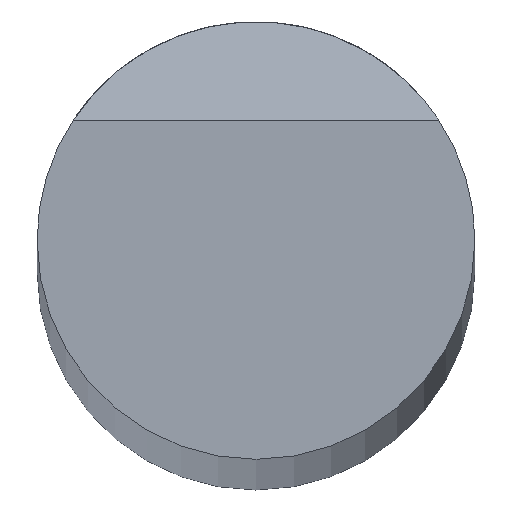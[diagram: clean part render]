
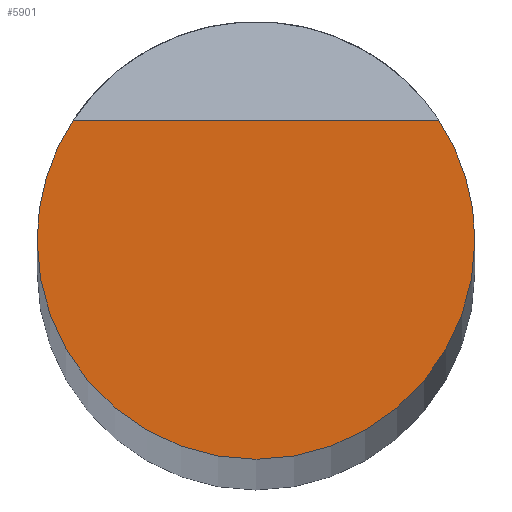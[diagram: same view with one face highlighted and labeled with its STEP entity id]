
A CAD part, top view. The second image highlights one B-rep face of the part: STEP entity #5901.
In plain terms, the highlighted planar face has unit normal (0, 0, 1).
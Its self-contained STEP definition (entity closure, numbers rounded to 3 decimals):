
#238 = CARTESIAN_POINT ( 'NONE',  ( 0., 0., 2009.803 ) ) ;
#777 = FACE_OUTER_BOUND ( 'NONE', #8636, .T. ) ;
#919 = DIRECTION ( 'NONE',  ( 0., 0., 1. ) ) ;
#1030 = DIRECTION ( 'NONE',  ( 1., 0., 0. ) ) ;
#1394 = EDGE_CURVE ( 'NONE', #9967, #2007, #8883, .T. ) ;
#1476 = AXIS2_PLACEMENT_3D ( 'NONE', #9570, #8070, #1030 ) ;
#1483 = CIRCLE ( 'NONE', #4111, 25. ) ;
#2007 = VERTEX_POINT ( 'NONE', #7196 ) ;
#2094 = LINE ( 'NONE', #3572, #8184 ) ;
#2202 = PLANE ( 'NONE',  #4966 ) ;
#2242 = VERTEX_POINT ( 'NONE', #8638 ) ;
#2771 = ORIENTED_EDGE ( 'NONE', *, *, #1394, .T. ) ;
#2786 = DIRECTION ( 'NONE',  ( 0., 0., 1. ) ) ;
#2801 = DIRECTION ( 'NONE',  ( 1., 0., 0. ) ) ;
#2971 = ORIENTED_EDGE ( 'NONE', *, *, #4123, .T. ) ;
#3016 = DIRECTION ( 'NONE',  ( 0., 0., 1. ) ) ;
#3572 = CARTESIAN_POINT ( 'NONE',  ( 25.001, 13.75, 2009.803 ) ) ;
#3895 = EDGE_CURVE ( 'NONE', #2242, #7155, #4607, .T. ) ;
#4111 = AXIS2_PLACEMENT_3D ( 'NONE', #9975, #2786, #8156 ) ;
#4123 = EDGE_CURVE ( 'NONE', #2007, #2242, #1483, .T. ) ;
#4607 = CIRCLE ( 'NONE', #1476, 25. ) ;
#4895 = EDGE_CURVE ( 'NONE', #9967, #7155, #2094, .T. ) ;
#4966 = AXIS2_PLACEMENT_3D ( 'NONE', #7037, #3016, #6170 ) ;
#5901 = ADVANCED_FACE ( 'NONE', ( #777 ), #2202, .T. ) ;
#5937 = CARTESIAN_POINT ( 'NONE',  ( 20.879, 13.75, 2009.803 ) ) ;
#5949 = CARTESIAN_POINT ( 'NONE',  ( -20.879, 13.75, 2009.803 ) ) ;
#6170 = DIRECTION ( 'NONE',  ( 1., 0., 0. ) ) ;
#6241 = ORIENTED_EDGE ( 'NONE', *, *, #4895, .F. ) ;
#7037 = CARTESIAN_POINT ( 'NONE',  ( 0., 0., 2009.803 ) ) ;
#7155 = VERTEX_POINT ( 'NONE', #5937 ) ;
#7196 = CARTESIAN_POINT ( 'NONE',  ( -25., 0., 2009.803 ) ) ;
#8070 = DIRECTION ( 'NONE',  ( 0., 0., 1. ) ) ;
#8156 = DIRECTION ( 'NONE',  ( 1., 0., 0. ) ) ;
#8184 = VECTOR ( 'NONE', #2801, 1000. ) ;
#8636 = EDGE_LOOP ( 'NONE', ( #2771, #2971, #9495, #6241 ) ) ;
#8638 = CARTESIAN_POINT ( 'NONE',  ( 25., 0., 2009.803 ) ) ;
#8785 = DIRECTION ( 'NONE',  ( 1., 0., 0. ) ) ;
#8883 = CIRCLE ( 'NONE', #10054, 25. ) ;
#9495 = ORIENTED_EDGE ( 'NONE', *, *, #3895, .T. ) ;
#9570 = CARTESIAN_POINT ( 'NONE',  ( 0., 0., 2009.803 ) ) ;
#9967 = VERTEX_POINT ( 'NONE', #5949 ) ;
#9975 = CARTESIAN_POINT ( 'NONE',  ( 0., 0., 2009.803 ) ) ;
#10054 = AXIS2_PLACEMENT_3D ( 'NONE', #238, #919, #8785 ) ;
